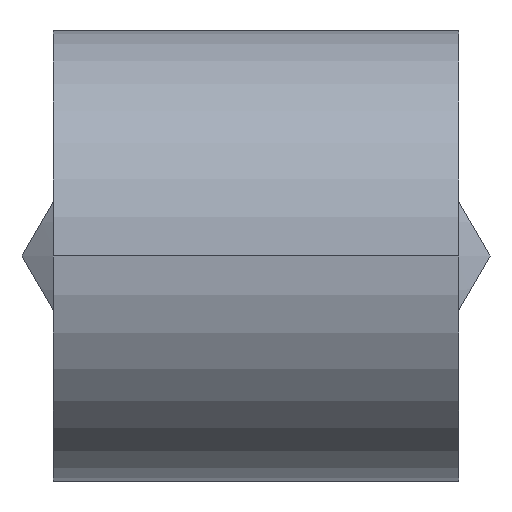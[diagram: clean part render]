
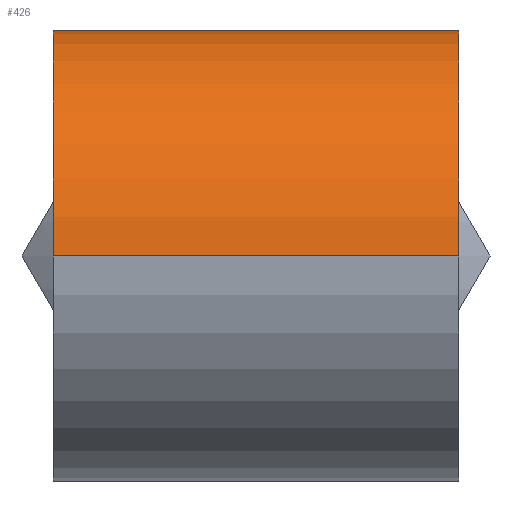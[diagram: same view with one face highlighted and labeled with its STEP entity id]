
A CAD part, left-side view. The second image highlights one B-rep face of the part: STEP entity #426.
In plain terms, the highlighted cylindrical face has radius 5 mm (diameter 10 mm), a partial arc.
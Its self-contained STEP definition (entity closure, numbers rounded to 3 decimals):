
#35 = B_SPLINE_CURVE_WITH_KNOTS ( 'NONE', 3,
 ( #1133, #1134, #1135, #1136, #1137, #1138, #1139, #1140, #1141, #1142, #1143, #1144, #1145, #1146, #1147, #1148, #1149, #1150, #1151, #1152, #1153, #1154, #1155, #1156, #1157, #1158, #1159, #1160, #1161, #1162, #1163, #1164 ),
 .UNSPECIFIED., .F., .F.,
 ( 4, 2, 2, 2, 2, 2, 2, 2, 2, 2, 2, 2, 2, 2, 2, 4 ),
 ( 0.009, 0.009, 0.01, 0.011, 0.011, 0.012, 0.012, 0.013, 0.013, 0.014, 0.015, 0.015, 0.016, 0.016, 0.017, 0.017 ),
 .UNSPECIFIED. ) ;
#273 = CARTESIAN_POINT ( 'NONE',  ( 4.992, 2.783, 0.288 ) ) ;
#274 = CARTESIAN_POINT ( 'NONE',  ( 4.994, 2.789, 0.24 ) ) ;
#378 = B_SPLINE_CURVE_WITH_KNOTS ( 'NONE', 3,
 ( #273, #274, #614, #628, #671, #668 ),
 .UNSPECIFIED., .F., .F.,
 ( 4, 2, 4 ),
 ( 0.017, 0.017, 0.017 ),
 .UNSPECIFIED. ) ;
#392 = EDGE_CURVE ( 'NONE', #1455, #1354, #378, .T. ) ;
#393 = EDGE_CURVE ( 'NONE', #1348, #1457, #1505, .T. ) ;
#394 = EDGE_CURVE ( 'NONE', #1358, #1368, #1300, .T. ) ;
#395 = EDGE_CURVE ( 'NONE', #1368, #1379, #1504, .T. ) ;
#396 = EDGE_CURVE ( 'NONE', #1457, #1354, #1301, .T. ) ;
#397 = EDGE_CURVE ( 'NONE', #1348, #1379, #1302, .T. ) ;
#426 = ADVANCED_FACE ( 'NONE', ( #1328 ), #1330, .T. ) ;
#466 = EDGE_CURVE ( 'NONE', #1358, #1455, #35, .T. ) ;
#614 = CARTESIAN_POINT ( 'NONE',  ( 4.997, 2.793, 0.192 ) ) ;
#625 = CARTESIAN_POINT ( 'NONE',  ( 5., -7., 0. ) ) ;
#628 = CARTESIAN_POINT ( 'NONE',  ( 4.999, 2.799, 0.096 ) ) ;
#631 = CARTESIAN_POINT ( 'NONE',  ( 0., -4.5, 0. ) ) ;
#634 = DIRECTION ( 'NONE',  ( 0., 1., 0. ) ) ;
#645 = DIRECTION ( 'NONE',  ( 0., 0., -1. ) ) ;
#651 = CARTESIAN_POINT ( 'NONE',  ( 5., -7., 0. ) ) ;
#663 = DIRECTION ( 'NONE',  ( 0., -1., 0. ) ) ;
#665 = DIRECTION ( 'NONE',  ( 0., -1., 0. ) ) ;
#667 = DIRECTION ( 'NONE',  ( 0., 0., 1. ) ) ;
#668 = CARTESIAN_POINT ( 'NONE',  ( 5., 2.8, 0. ) ) ;
#671 = CARTESIAN_POINT ( 'NONE',  ( 5., 2.8, 0.048 ) ) ;
#673 = CARTESIAN_POINT ( 'NONE',  ( -5., -7., 0. ) ) ;
#674 = DIRECTION ( 'NONE',  ( 0., -1., 0. ) ) ;
#678 = CARTESIAN_POINT ( 'NONE',  ( 0., 4.5, 0. ) ) ;
#680 = DIRECTION ( 'NONE',  ( 0., -1., 0. ) ) ;
#1133 = CARTESIAN_POINT ( 'NONE',  ( 5., -2.8, 0. ) ) ;
#1134 = CARTESIAN_POINT ( 'NONE',  ( 5., -2.8, 0.177 ) ) ;
#1135 = CARTESIAN_POINT ( 'NONE',  ( 4.99, -2.781, 0.354 ) ) ;
#1136 = CARTESIAN_POINT ( 'NONE',  ( 4.954, -2.708, 0.695 ) ) ;
#1137 = CARTESIAN_POINT ( 'NONE',  ( 4.928, -2.654, 0.859 ) ) ;
#1138 = CARTESIAN_POINT ( 'NONE',  ( 4.83, -2.444, 1.334 ) ) ;
#1139 = CARTESIAN_POINT ( 'NONE',  ( 4.739, -2.244, 1.614 ) ) ;
#1140 = CARTESIAN_POINT ( 'NONE',  ( 4.598, -1.877, 1.967 ) ) ;
#1141 = CARTESIAN_POINT ( 'NONE',  ( 4.552, -1.745, 2.072 ) ) ;
#1142 = CARTESIAN_POINT ( 'NONE',  ( 4.462, -1.463, 2.258 ) ) ;
#1143 = CARTESIAN_POINT ( 'NONE',  ( 4.419, -1.31, 2.34 ) ) ;
#1144 = CARTESIAN_POINT ( 'NONE',  ( 4.346, -0.995, 2.474 ) ) ;
#1145 = CARTESIAN_POINT ( 'NONE',  ( 4.314, -0.832, 2.527 ) ) ;
#1146 = CARTESIAN_POINT ( 'NONE',  ( 4.268, -0.495, 2.605 ) ) ;
#1147 = CARTESIAN_POINT ( 'NONE',  ( 4.253, -0.319, 2.63 ) ) ;
#1148 = CARTESIAN_POINT ( 'NONE',  ( 4.242, 0.031, 2.647 ) ) ;
#1149 = CARTESIAN_POINT ( 'NONE',  ( 4.247, 0.205, 2.64 ) ) ;
#1150 = CARTESIAN_POINT ( 'NONE',  ( 4.274, 0.553, 2.595 ) ) ;
#1151 = CARTESIAN_POINT ( 'NONE',  ( 4.297, 0.725, 2.557 ) ) ;
#1152 = CARTESIAN_POINT ( 'NONE',  ( 4.358, 1.054, 2.453 ) ) ;
#1153 = CARTESIAN_POINT ( 'NONE',  ( 4.395, 1.215, 2.386 ) ) ;
#1154 = CARTESIAN_POINT ( 'NONE',  ( 4.478, 1.517, 2.226 ) ) ;
#1155 = CARTESIAN_POINT ( 'NONE',  ( 4.523, 1.659, 2.134 ) ) ;
#1156 = CARTESIAN_POINT ( 'NONE',  ( 4.616, 1.926, 1.925 ) ) ;
#1157 = CARTESIAN_POINT ( 'NONE',  ( 4.664, 2.05, 1.807 ) ) ;
#1158 = CARTESIAN_POINT ( 'NONE',  ( 4.755, 2.272, 1.552 ) ) ;
#1159 = CARTESIAN_POINT ( 'NONE',  ( 4.798, 2.371, 1.415 ) ) ;
#1160 = CARTESIAN_POINT ( 'NONE',  ( 4.876, 2.543, 1.118 ) ) ;
#1161 = CARTESIAN_POINT ( 'NONE',  ( 4.91, 2.615, 0.959 ) ) ;
#1162 = CARTESIAN_POINT ( 'NONE',  ( 4.963, 2.724, 0.633 ) ) ;
#1163 = CARTESIAN_POINT ( 'NONE',  ( 4.982, 2.763, 0.464 ) ) ;
#1164 = CARTESIAN_POINT ( 'NONE',  ( 4.992, 2.783, 0.288 ) ) ;
#1300 = LINE ( 'NONE', #651, #1506 ) ;
#1301 = LINE ( 'NONE', #625, #1513 ) ;
#1302 = LINE ( 'NONE', #673, #1514 ) ;
#1328 = FACE_OUTER_BOUND ( 'NONE', #1491, .T. ) ;
#1330 = CYLINDRICAL_SURFACE ( 'NONE', #1528, 5. ) ;
#1332 = ORIENTED_EDGE ( 'NONE', *, *, #394, .F. ) ;
#1343 = ORIENTED_EDGE ( 'NONE', *, *, #396, .F. ) ;
#1348 = VERTEX_POINT ( 'NONE', #1652 ) ;
#1351 = ORIENTED_EDGE ( 'NONE', *, *, #395, .F. ) ;
#1353 = ORIENTED_EDGE ( 'NONE', *, *, #393, .F. ) ;
#1354 = VERTEX_POINT ( 'NONE', #1655 ) ;
#1358 = VERTEX_POINT ( 'NONE', #1659 ) ;
#1359 = ORIENTED_EDGE ( 'NONE', *, *, #392, .T. ) ;
#1367 = ORIENTED_EDGE ( 'NONE', *, *, #466, .T. ) ;
#1368 = VERTEX_POINT ( 'NONE', #1666 ) ;
#1379 = VERTEX_POINT ( 'NONE', #1677 ) ;
#1387 = ORIENTED_EDGE ( 'NONE', *, *, #397, .T. ) ;
#1455 = VERTEX_POINT ( 'NONE', #1710 ) ;
#1457 = VERTEX_POINT ( 'NONE', #1712 ) ;
#1491 = EDGE_LOOP ( 'NONE', ( #1353, #1387, #1351, #1332, #1367, #1359, #1343 ) ) ;
#1503 = AXIS2_PLACEMENT_3D ( 'NONE', #678, #634, #645 ) ;
#1504 = CIRCLE ( 'NONE', #1511, 5. ) ;
#1505 = CIRCLE ( 'NONE', #1503, 5. ) ;
#1506 = VECTOR ( 'NONE', #680, 1000. ) ;
#1511 = AXIS2_PLACEMENT_3D ( 'NONE', #631, #674, #667 ) ;
#1513 = VECTOR ( 'NONE', #665, 1000. ) ;
#1514 = VECTOR ( 'NONE', #663, 1000. ) ;
#1528 = AXIS2_PLACEMENT_3D ( 'NONE', #1978, #1979, #1980 ) ;
#1652 = CARTESIAN_POINT ( 'NONE',  ( -5., 4.5, 0. ) ) ;
#1655 = CARTESIAN_POINT ( 'NONE',  ( 5., 2.8, 0. ) ) ;
#1659 = CARTESIAN_POINT ( 'NONE',  ( 5., -2.8, 0. ) ) ;
#1666 = CARTESIAN_POINT ( 'NONE',  ( 5., -4.5, 0. ) ) ;
#1677 = CARTESIAN_POINT ( 'NONE',  ( -5., -4.5, 0. ) ) ;
#1710 = CARTESIAN_POINT ( 'NONE',  ( 4.992, 2.783, 0.288 ) ) ;
#1712 = CARTESIAN_POINT ( 'NONE',  ( 5., 4.5, 0. ) ) ;
#1978 = CARTESIAN_POINT ( 'NONE',  ( 0., -7., 0. ) ) ;
#1979 = DIRECTION ( 'NONE',  ( 0., -1., 0. ) ) ;
#1980 = DIRECTION ( 'NONE',  ( 1., 0., 0. ) ) ;
